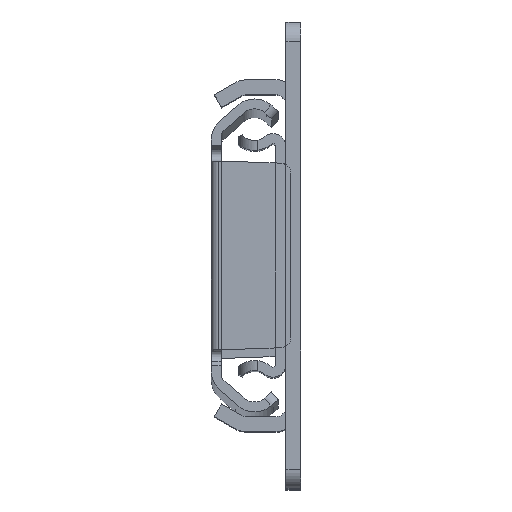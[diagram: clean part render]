
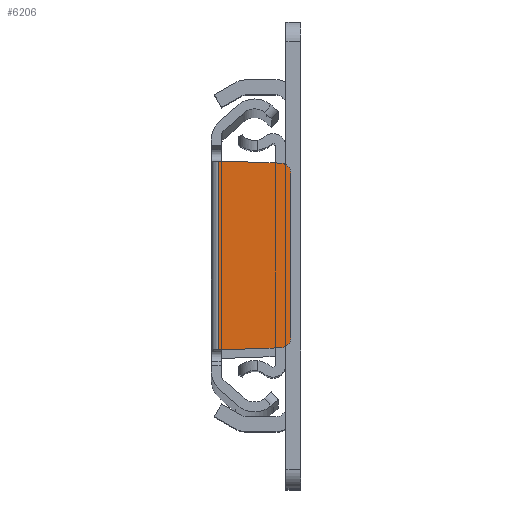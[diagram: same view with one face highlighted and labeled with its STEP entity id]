
A CAD part, top view. The second image highlights one B-rep face of the part: STEP entity #6206.
In plain terms, the highlighted planar face has unit normal (0, 0, 1).
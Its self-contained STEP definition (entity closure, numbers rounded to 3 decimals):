
#80 = VECTOR ( 'NONE', #6181, 1000. ) ;
#316 = CARTESIAN_POINT ( 'NONE',  ( 12., 16.579, 0. ) ) ;
#380 = CARTESIAN_POINT ( 'NONE',  ( 12.07, -18.578, 0. ) ) ;
#401 = EDGE_CURVE ( 'NONE', #6529, #5993, #1010, .T. ) ;
#484 = VERTEX_POINT ( 'NONE', #6392 ) ;
#549 = VECTOR ( 'NONE', #6323, 1000. ) ;
#606 = FACE_OUTER_BOUND ( 'NONE', #3865, .T. ) ;
#658 = EDGE_CURVE ( 'NONE', #3484, #4951, #6597, .T. ) ;
#682 = CIRCLE ( 'NONE', #2119, 2. ) ;
#767 = VECTOR ( 'NONE', #4847, 1000. ) ;
#810 = EDGE_CURVE ( 'NONE', #484, #3136, #3034, .T. ) ;
#940 = EDGE_CURVE ( 'NONE', #2216, #4951, #4949, .T. ) ;
#1010 = CIRCLE ( 'NONE', #6656, 2. ) ;
#1034 = CARTESIAN_POINT ( 'NONE',  ( 0., -19., 0. ) ) ;
#1126 = ORIENTED_EDGE ( 'NONE', *, *, #4260, .T. ) ;
#1137 = DIRECTION ( 'NONE',  ( 0., 0., 1. ) ) ;
#1296 = LINE ( 'NONE', #6587, #767 ) ;
#1496 = VERTEX_POINT ( 'NONE', #2244 ) ;
#2046 = ORIENTED_EDGE ( 'NONE', *, *, #6041, .T. ) ;
#2119 = AXIS2_PLACEMENT_3D ( 'NONE', #316, #2455, #2392 ) ;
#2182 = CARTESIAN_POINT ( 'NONE',  ( 12.07, 18.578, 0. ) ) ;
#2216 = VERTEX_POINT ( 'NONE', #4762 ) ;
#2244 = CARTESIAN_POINT ( 'NONE',  ( 14., 16.579, 0. ) ) ;
#2284 = CARTESIAN_POINT ( 'NONE',  ( 0., -19., 0. ) ) ;
#2392 = DIRECTION ( 'NONE',  ( 1., 0., 0. ) ) ;
#2393 = ORIENTED_EDGE ( 'NONE', *, *, #810, .T. ) ;
#2455 = DIRECTION ( 'NONE',  ( 0., 0., 1. ) ) ;
#2549 = CARTESIAN_POINT ( 'NONE',  ( 12., -16.579, 0. ) ) ;
#2920 = ORIENTED_EDGE ( 'NONE', *, *, #940, .F. ) ;
#2945 = ORIENTED_EDGE ( 'NONE', *, *, #658, .T. ) ;
#3034 = LINE ( 'NONE', #5164, #80 ) ;
#3060 = DIRECTION ( 'NONE',  ( 0., -1., 0. ) ) ;
#3123 = CARTESIAN_POINT ( 'NONE',  ( 0., 19., 0. ) ) ;
#3136 = VERTEX_POINT ( 'NONE', #2284 ) ;
#3337 = CARTESIAN_POINT ( 'NONE',  ( -2., 19., 0. ) ) ;
#3379 = DIRECTION ( 'NONE',  ( 1., 0., 0. ) ) ;
#3484 = VERTEX_POINT ( 'NONE', #2182 ) ;
#3533 = CARTESIAN_POINT ( 'NONE',  ( 14., -16.579, 0. ) ) ;
#3653 = EDGE_CURVE ( 'NONE', #3136, #6529, #5772, .T. ) ;
#3687 = ORIENTED_EDGE ( 'NONE', *, *, #3653, .T. ) ;
#3865 = EDGE_LOOP ( 'NONE', ( #2920, #4139, #2393, #3687, #5213, #1126, #2046, #2945 ) ) ;
#4126 = DIRECTION ( 'NONE',  ( 1., 0., 0. ) ) ;
#4139 = ORIENTED_EDGE ( 'NONE', *, *, #5736, .T. ) ;
#4228 = VECTOR ( 'NONE', #3060, 1000. ) ;
#4260 = EDGE_CURVE ( 'NONE', #5993, #1496, #1296, .T. ) ;
#4406 = DIRECTION ( 'NONE',  ( 1., 0., 0. ) ) ;
#4736 = CARTESIAN_POINT ( 'NONE',  ( -0.5, 26.325, 0. ) ) ;
#4762 = CARTESIAN_POINT ( 'NONE',  ( -0.5, 19., 0. ) ) ;
#4847 = DIRECTION ( 'NONE',  ( 0., 1., 0. ) ) ;
#4949 = LINE ( 'NONE', #3337, #6555 ) ;
#4951 = VERTEX_POINT ( 'NONE', #3123 ) ;
#5164 = CARTESIAN_POINT ( 'NONE',  ( -2., -19., 0. ) ) ;
#5213 = ORIENTED_EDGE ( 'NONE', *, *, #401, .T. ) ;
#5498 = CARTESIAN_POINT ( 'NONE',  ( 6.7, 26.325, 0. ) ) ;
#5736 = EDGE_CURVE ( 'NONE', #2216, #484, #6790, .T. ) ;
#5772 = LINE ( 'NONE', #1034, #549 ) ;
#5801 = VECTOR ( 'NONE', #6153, 1000. ) ;
#5913 = PLANE ( 'NONE',  #6035 ) ;
#5993 = VERTEX_POINT ( 'NONE', #3533 ) ;
#6035 = AXIS2_PLACEMENT_3D ( 'NONE', #5498, #1137, #4406 ) ;
#6041 = EDGE_CURVE ( 'NONE', #1496, #3484, #682, .T. ) ;
#6114 = CARTESIAN_POINT ( 'NONE',  ( 0., 19., 0. ) ) ;
#6153 = DIRECTION ( 'NONE',  ( -0.999, 0.035, 0. ) ) ;
#6181 = DIRECTION ( 'NONE',  ( 1., 0., 0. ) ) ;
#6206 = ADVANCED_FACE ( 'NONE', ( #606 ), #5913, .T. ) ;
#6323 = DIRECTION ( 'NONE',  ( 0.999, 0.035, 0. ) ) ;
#6392 = CARTESIAN_POINT ( 'NONE',  ( -0.5, -19., 0. ) ) ;
#6529 = VERTEX_POINT ( 'NONE', #380 ) ;
#6555 = VECTOR ( 'NONE', #3379, 1000. ) ;
#6587 = CARTESIAN_POINT ( 'NONE',  ( 14., 18.51, 0. ) ) ;
#6597 = LINE ( 'NONE', #6114, #5801 ) ;
#6656 = AXIS2_PLACEMENT_3D ( 'NONE', #2549, #6838, #4126 ) ;
#6790 = LINE ( 'NONE', #4736, #4228 ) ;
#6838 = DIRECTION ( 'NONE',  ( 0., 0., 1. ) ) ;
